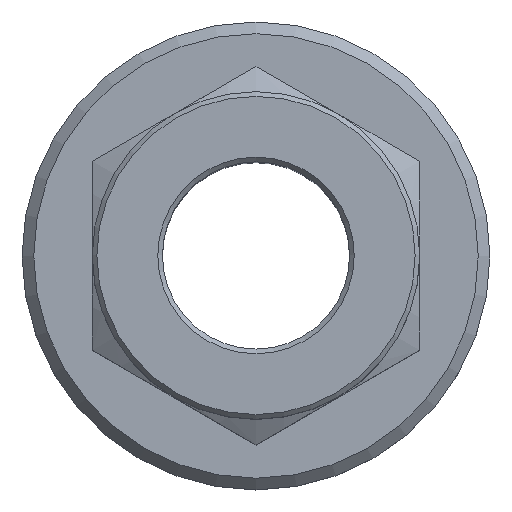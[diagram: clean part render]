
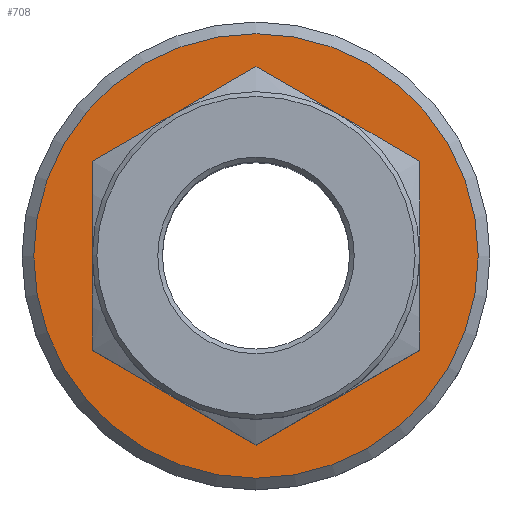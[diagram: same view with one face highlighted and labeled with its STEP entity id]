
A CAD part, top view. The second image highlights one B-rep face of the part: STEP entity #708.
In plain terms, the highlighted planar face has unit normal (0, 0, 1).
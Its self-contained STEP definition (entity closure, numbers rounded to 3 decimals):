
#493=CARTESIAN_POINT('',(-7.,4.041,9.5));
#494=VERTEX_POINT('',#493);
#501=CARTESIAN_POINT('',(-7.0,-4.041,9.5));
#502=VERTEX_POINT('',#501);
#503=CARTESIAN_POINT('',(-7.,4.041,9.5));
#504=DIRECTION('',(0.0,-1.0,0.0));
#505=VECTOR('',#504,8.083);
#506=LINE('',#503,#505);
#507=EDGE_CURVE('',#494,#502,#506,.T.);
#525=CARTESIAN_POINT('',(0.,8.083,9.5));
#526=VERTEX_POINT('',#525);
#533=CARTESIAN_POINT('',(0.,8.083,9.5));
#534=DIRECTION('',(-0.866,-0.5,0.0));
#535=VECTOR('',#534,8.083);
#536=LINE('',#533,#535);
#537=EDGE_CURVE('',#526,#494,#536,.T.);
#627=CARTESIAN_POINT('',(0.,-8.083,9.5));
#628=VERTEX_POINT('',#627);
#629=CARTESIAN_POINT('',(-7.,-4.041,9.5));
#630=DIRECTION('',(0.866,-0.5,0.0));
#631=VECTOR('',#630,8.083);
#632=LINE('',#629,#631);
#633=EDGE_CURVE('',#502,#628,#632,.T.);
#650=CARTESIAN_POINT('',(9.5,0.,9.5));
#651=VERTEX_POINT('',#650);
#652=CARTESIAN_POINT('',(0.0,0.0,9.5));
#653=DIRECTION('',(0.0,0.0,-1.0));
#654=DIRECTION('',(-1.0,0.0,0.0));
#655=AXIS2_PLACEMENT_3D('',#652,#653,#654);
#656=CIRCLE('',#655,9.5);
#657=EDGE_CURVE('',#651,#651,#656,.T.);
#673=CARTESIAN_POINT('',(0.0,0.0,9.5));
#674=DIRECTION('',(0.0,0.0,-1.0));
#675=DIRECTION('',(-1.0,0.0,0.0));
#676=AXIS2_PLACEMENT_3D('',#673,#674,#675);
#677=PLANE('',#676);
#678=ORIENTED_EDGE('',*,*,#657,.F.);
#679=EDGE_LOOP('',(#678));
#680=FACE_OUTER_BOUND('',#679,.T.);
#681=CARTESIAN_POINT('',(7.,-4.041,9.5));
#682=VERTEX_POINT('',#681);
#683=CARTESIAN_POINT('',(7.,4.041,9.5));
#684=VERTEX_POINT('',#683);
#685=CARTESIAN_POINT('',(7.,-4.041,9.5));
#686=DIRECTION('',(0.0,1.0,0.0));
#687=VECTOR('',#686,8.083);
#688=LINE('',#685,#687);
#689=EDGE_CURVE('',#682,#684,#688,.T.);
#690=ORIENTED_EDGE('',*,*,#689,.F.);
#691=CARTESIAN_POINT('',(0.,-8.083,9.5));
#692=DIRECTION('',(0.866,0.5,0.0));
#693=VECTOR('',#692,8.083);
#694=LINE('',#691,#693);
#695=EDGE_CURVE('',#628,#682,#694,.T.);
#696=ORIENTED_EDGE('',*,*,#695,.F.);
#697=ORIENTED_EDGE('',*,*,#633,.F.);
#698=ORIENTED_EDGE('',*,*,#507,.F.);
#699=ORIENTED_EDGE('',*,*,#537,.F.);
#700=CARTESIAN_POINT('',(7.,4.041,9.5));
#701=DIRECTION('',(-0.866,0.5,0.0));
#702=VECTOR('',#701,8.083);
#703=LINE('',#700,#702);
#704=EDGE_CURVE('',#684,#526,#703,.T.);
#705=ORIENTED_EDGE('',*,*,#704,.F.);
#706=EDGE_LOOP('',(#690,#696,#697,#698,#699,#705));
#707=FACE_BOUND('',#706,.T.);
#708=ADVANCED_FACE('',(#680,#707),#677,.F.);
